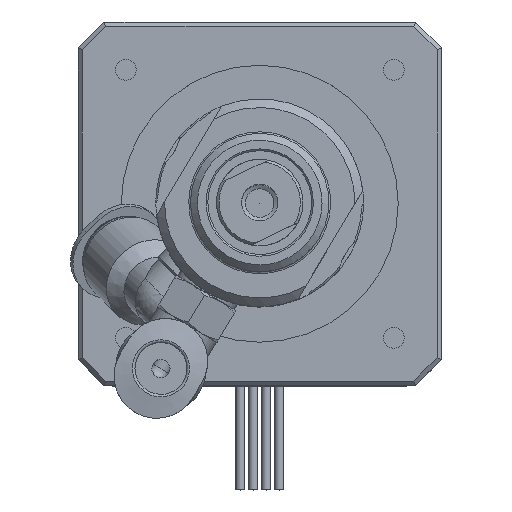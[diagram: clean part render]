
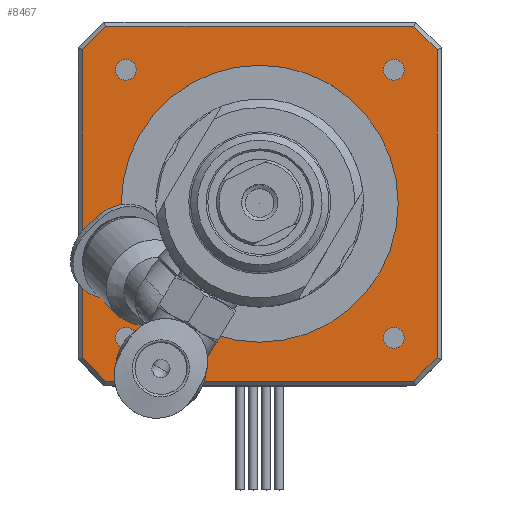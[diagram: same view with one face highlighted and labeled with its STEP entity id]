
A CAD part, top view. The second image highlights one B-rep face of the part: STEP entity #8467.
In plain terms, the highlighted planar face has unit normal (0, 0, 1).
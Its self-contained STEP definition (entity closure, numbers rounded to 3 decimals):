
#527=FACE_BOUND('',#1375,.T.);
#528=FACE_BOUND('',#1376,.T.);
#529=FACE_BOUND('',#1377,.T.);
#530=FACE_BOUND('',#1378,.T.);
#531=FACE_BOUND('',#1379,.T.);
#649=PLANE('',#9328);
#905=FACE_OUTER_BOUND('',#1374,.T.);
#1374=EDGE_LOOP('',(#6275,#6276,#6277,#6278,#6279,#6280,#6281,#6282));
#1375=EDGE_LOOP('',(#6283));
#1376=EDGE_LOOP('',(#6284));
#1377=EDGE_LOOP('',(#6285));
#1378=EDGE_LOOP('',(#6286));
#1379=EDGE_LOOP('',(#6287));
#1950=LINE('',#13408,#2577);
#1952=LINE('',#13412,#2579);
#1953=LINE('',#13415,#2580);
#1954=LINE('',#13417,#2581);
#1955=LINE('',#13419,#2582);
#1956=LINE('',#13421,#2583);
#1957=LINE('',#13423,#2584);
#1958=LINE('',#13424,#2585);
#2577=VECTOR('',#10690,1.);
#2579=VECTOR('',#10694,1.);
#2580=VECTOR('',#10697,1.);
#2581=VECTOR('',#10698,1.);
#2582=VECTOR('',#10699,1.);
#2583=VECTOR('',#10700,1.);
#2584=VECTOR('',#10701,1.);
#2585=VECTOR('',#10702,1.);
#3071=CIRCLE('',#9159,16.);
#3074=CIRCLE('',#9163,1.2);
#3076=CIRCLE('',#9166,1.2);
#3078=CIRCLE('',#9169,1.2);
#3080=CIRCLE('',#9172,1.2);
#3635=VERTEX_POINT('',#12921);
#3638=VERTEX_POINT('',#12929);
#3640=VERTEX_POINT('',#12935);
#3642=VERTEX_POINT('',#12941);
#3644=VERTEX_POINT('',#12947);
#3792=VERTEX_POINT('',#13404);
#3793=VERTEX_POINT('',#13406);
#3794=VERTEX_POINT('',#13410);
#3795=VERTEX_POINT('',#13414);
#3796=VERTEX_POINT('',#13416);
#3797=VERTEX_POINT('',#13418);
#3798=VERTEX_POINT('',#13420);
#3799=VERTEX_POINT('',#13422);
#4540=EDGE_CURVE('',#3635,#3635,#3071,.T.);
#4545=EDGE_CURVE('',#3638,#3638,#3074,.T.);
#4548=EDGE_CURVE('',#3640,#3640,#3076,.T.);
#4551=EDGE_CURVE('',#3642,#3642,#3078,.T.);
#4554=EDGE_CURVE('',#3644,#3644,#3080,.T.);
#4769=EDGE_CURVE('',#3792,#3793,#1950,.T.);
#4771=EDGE_CURVE('',#3793,#3794,#1952,.T.);
#4772=EDGE_CURVE('',#3795,#3792,#1953,.T.);
#4773=EDGE_CURVE('',#3794,#3796,#1954,.T.);
#4774=EDGE_CURVE('',#3796,#3797,#1955,.T.);
#4775=EDGE_CURVE('',#3797,#3798,#1956,.T.);
#4776=EDGE_CURVE('',#3798,#3799,#1957,.T.);
#4777=EDGE_CURVE('',#3799,#3795,#1958,.T.);
#6275=ORIENTED_EDGE('',*,*,#4772,.T.);
#6276=ORIENTED_EDGE('',*,*,#4769,.T.);
#6277=ORIENTED_EDGE('',*,*,#4771,.T.);
#6278=ORIENTED_EDGE('',*,*,#4773,.T.);
#6279=ORIENTED_EDGE('',*,*,#4774,.T.);
#6280=ORIENTED_EDGE('',*,*,#4775,.T.);
#6281=ORIENTED_EDGE('',*,*,#4776,.T.);
#6282=ORIENTED_EDGE('',*,*,#4777,.T.);
#6283=ORIENTED_EDGE('',*,*,#4545,.T.);
#6284=ORIENTED_EDGE('',*,*,#4548,.T.);
#6285=ORIENTED_EDGE('',*,*,#4551,.T.);
#6286=ORIENTED_EDGE('',*,*,#4554,.T.);
#6287=ORIENTED_EDGE('',*,*,#4540,.T.);
#8467=ADVANCED_FACE('',(#905,#527,#528,#529,#530,#531),#649,.T.);
#9159=AXIS2_PLACEMENT_3D('',#12922,#10218,#10219);
#9163=AXIS2_PLACEMENT_3D('',#12931,#10228,#10229);
#9166=AXIS2_PLACEMENT_3D('',#12937,#10235,#10236);
#9169=AXIS2_PLACEMENT_3D('',#12943,#10242,#10243);
#9172=AXIS2_PLACEMENT_3D('',#12949,#10249,#10250);
#9328=AXIS2_PLACEMENT_3D('',#13413,#10695,#10696);
#10218=DIRECTION('center_axis',(0.,0.,-1.));
#10219=DIRECTION('ref_axis',(1.,0.,0.));
#10228=DIRECTION('center_axis',(0.,0.,-1.));
#10229=DIRECTION('ref_axis',(0.707,-0.707,0.));
#10235=DIRECTION('center_axis',(0.,0.,-1.));
#10236=DIRECTION('ref_axis',(-0.707,-0.707,0.));
#10242=DIRECTION('center_axis',(0.,0.,-1.));
#10243=DIRECTION('ref_axis',(-0.707,0.707,0.));
#10249=DIRECTION('center_axis',(0.,0.,-1.));
#10250=DIRECTION('ref_axis',(0.707,0.707,0.));
#10690=DIRECTION('',(1.,0.,0.));
#10694=DIRECTION('',(0.707,0.707,0.));
#10695=DIRECTION('center_axis',(0.,0.,1.));
#10696=DIRECTION('ref_axis',(1.,0.,0.));
#10697=DIRECTION('',(0.707,-0.707,0.));
#10698=DIRECTION('',(0.,1.,0.));
#10699=DIRECTION('',(-0.707,0.707,0.));
#10700=DIRECTION('',(-1.,0.,0.));
#10701=DIRECTION('',(-0.707,-0.707,0.));
#10702=DIRECTION('',(0.,-1.,0.));
#12921=CARTESIAN_POINT('',(-16.,0.,0.));
#12922=CARTESIAN_POINT('Origin',(0.,0.,0.));
#12929=CARTESIAN_POINT('',(14.637,16.334,0.));
#12931=CARTESIAN_POINT('Origin',(15.486,15.486,0.));
#12935=CARTESIAN_POINT('',(16.334,-14.637,0.));
#12937=CARTESIAN_POINT('Origin',(15.486,-15.486,0.));
#12941=CARTESIAN_POINT('',(-14.637,-16.334,0.));
#12943=CARTESIAN_POINT('Origin',(-15.486,-15.486,0.));
#12947=CARTESIAN_POINT('',(-16.334,14.637,0.));
#12949=CARTESIAN_POINT('Origin',(-15.486,15.486,0.));
#13404=CARTESIAN_POINT('',(-17.793,-20.501,0.));
#13406=CARTESIAN_POINT('',(17.793,-20.501,0.));
#13408=CARTESIAN_POINT('',(0.,-20.501,0.));
#13410=CARTESIAN_POINT('',(20.501,-17.793,0.));
#13412=CARTESIAN_POINT('',(19.147,-19.147,0.));
#13413=CARTESIAN_POINT('Origin',(0.,0.,
0.));
#13414=CARTESIAN_POINT('',(-20.501,-17.793,0.));
#13415=CARTESIAN_POINT('',(-19.147,-19.147,0.));
#13416=CARTESIAN_POINT('',(20.501,17.793,0.));
#13417=CARTESIAN_POINT('',(20.501,0.,0.));
#13418=CARTESIAN_POINT('',(17.793,20.501,0.));
#13419=CARTESIAN_POINT('',(19.147,19.147,0.));
#13420=CARTESIAN_POINT('',(-17.793,20.501,0.));
#13421=CARTESIAN_POINT('',(0.,20.501,0.));
#13422=CARTESIAN_POINT('',(-20.501,17.793,0.));
#13423=CARTESIAN_POINT('',(-19.147,19.147,0.));
#13424=CARTESIAN_POINT('',(-20.501,0.,0.));
